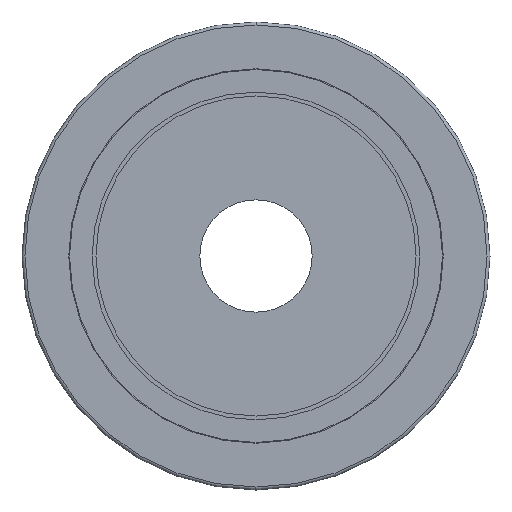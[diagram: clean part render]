
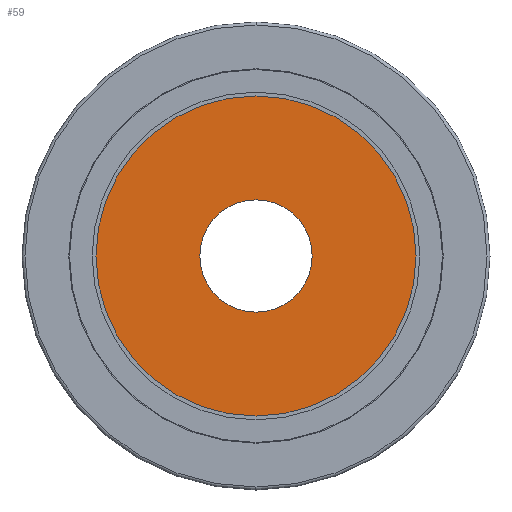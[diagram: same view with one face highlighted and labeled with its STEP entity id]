
A CAD part, left-side view. The second image highlights one B-rep face of the part: STEP entity #59.
In plain terms, the highlighted planar face has unit normal (-1, 0, 0).
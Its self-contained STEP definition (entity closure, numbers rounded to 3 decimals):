
#59=ADVANCED_FACE('',(#102,#103),#104,.F.);
#102=FACE_OUTER_BOUND('',#166,.T.);
#103=FACE_BOUND('',#167,.T.);
#104=PLANE('',#168);
#166=EDGE_LOOP('',(#294,#295));
#167=EDGE_LOOP('',(#296,#297));
#168=AXIS2_PLACEMENT_3D('',#298,#299,#300);
#294=ORIENTED_EDGE('',*,*,#447,.T.);
#295=ORIENTED_EDGE('',*,*,#442,.T.);
#296=ORIENTED_EDGE('',*,*,#420,.F.);
#297=ORIENTED_EDGE('',*,*,#449,.F.);
#298=CARTESIAN_POINT('',(5.0,0.0,0.0));
#299=DIRECTION('',(1.0,0.0,0.0));
#300=DIRECTION('',(0.0,0.0,-1.0));
#420=EDGE_CURVE('',#490,#486,#492,.T.);
#442=EDGE_CURVE('',#536,#533,#537,.T.);
#447=EDGE_CURVE('',#533,#536,#543,.T.);
#449=EDGE_CURVE('',#486,#490,#545,.T.);
#486=VERTEX_POINT('',#588);
#490=VERTEX_POINT('',#593);
#492=CIRCLE('',#596,15.0);
#533=VERTEX_POINT('',#647);
#536=VERTEX_POINT('',#651);
#537=CIRCLE('',#652,42.75);
#543=CIRCLE('',#659,42.75);
#545=CIRCLE('',#661,15.0);
#588=CARTESIAN_POINT('',(5.0,0.,-15.0));
#593=CARTESIAN_POINT('',(5.0,0.,15.0));
#596=AXIS2_PLACEMENT_3D('',#714,#715,#716);
#647=CARTESIAN_POINT('',(5.0,0.0,-42.75));
#651=CARTESIAN_POINT('',(5.0,0.,42.75));
#652=AXIS2_PLACEMENT_3D('',#758,#759,#760);
#659=AXIS2_PLACEMENT_3D('',#771,#772,#773);
#661=AXIS2_PLACEMENT_3D('',#777,#778,#779);
#714=CARTESIAN_POINT('',(5.0,0.0,0.0));
#715=DIRECTION('',(-1.0,-0.0,-0.0));
#716=DIRECTION('',(0.0,0.0,-1.0));
#758=CARTESIAN_POINT('',(5.0,0.0,0.0));
#759=DIRECTION('',(-1.0,-0.0,-0.0));
#760=DIRECTION('',(0.0,0.0,-1.0));
#771=CARTESIAN_POINT('',(5.0,0.0,0.0));
#772=DIRECTION('',(-1.0,-0.0,-0.0));
#773=DIRECTION('',(0.0,0.0,-1.0));
#777=CARTESIAN_POINT('',(5.0,0.0,0.0));
#778=DIRECTION('',(-1.0,-0.0,-0.0));
#779=DIRECTION('',(0.0,0.0,-1.0));
